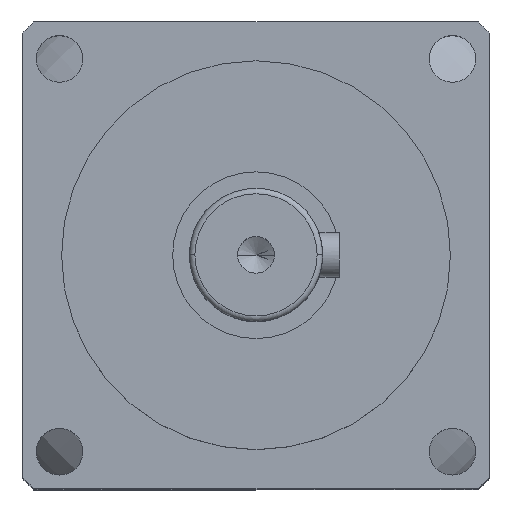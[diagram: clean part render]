
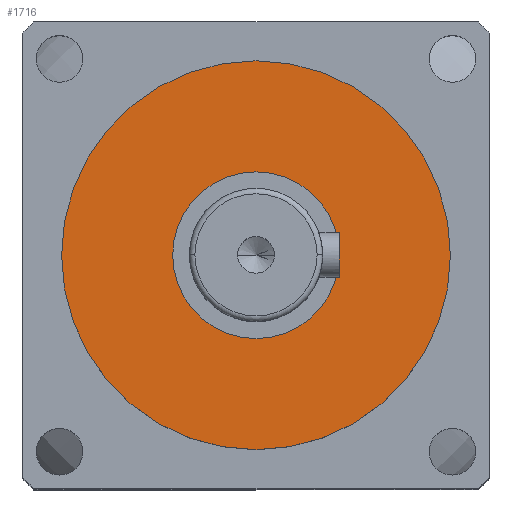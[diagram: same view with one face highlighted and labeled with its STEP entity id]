
A CAD part, top view. The second image highlights one B-rep face of the part: STEP entity #1716.
In plain terms, the highlighted planar face has unit normal (0, 0, 1).
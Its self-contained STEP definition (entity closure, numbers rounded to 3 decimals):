
#340 = EDGE_CURVE ( 'NONE', #1932, #4260, #7037, .T. ) ;
#368 = PLANE ( 'NONE',  #934 ) ;
#570 = DIRECTION ( 'NONE',  ( 1., 0., 0. ) ) ;
#875 = FACE_BOUND ( 'NONE', #1479, .T. ) ;
#934 = AXIS2_PLACEMENT_3D ( 'NONE', #1525, #5415, #2088 ) ;
#1101 = VERTEX_POINT ( 'NONE', #4122 ) ;
#1126 = ORIENTED_EDGE ( 'NONE', *, *, #4835, .T. ) ;
#1141 = CARTESIAN_POINT ( 'NONE',  ( -7.5, 0., -21. ) ) ;
#1425 = CIRCLE ( 'NONE', #3697, 17.5 ) ;
#1470 = EDGE_CURVE ( 'NONE', #1101, #4610, #1425, .T. ) ;
#1479 = EDGE_LOOP ( 'NONE', ( #4538, #2957 ) ) ;
#1525 = CARTESIAN_POINT ( 'NONE',  ( 0., 17.5, -21. ) ) ;
#1618 = EDGE_CURVE ( 'NONE', #4260, #1932, #4022, .T. ) ;
#1702 = CARTESIAN_POINT ( 'NONE',  ( 0., 0., -21. ) ) ;
#1716 = ADVANCED_FACE ( 'NONE', ( #875, #4995 ), #368, .F. ) ;
#1807 = DIRECTION ( 'NONE',  ( 0., 0., 1. ) ) ;
#1808 = CARTESIAN_POINT ( 'NONE',  ( 7.5, 0., -21. ) ) ;
#1932 = VERTEX_POINT ( 'NONE', #1808 ) ;
#2088 = DIRECTION ( 'NONE',  ( -1., 0., 0. ) ) ;
#2246 = DIRECTION ( 'NONE',  ( 1., 0., 0. ) ) ;
#2829 = CARTESIAN_POINT ( 'NONE',  ( 0., 0., -21. ) ) ;
#2957 = ORIENTED_EDGE ( 'NONE', *, *, #1618, .F. ) ;
#3141 = ORIENTED_EDGE ( 'NONE', *, *, #1470, .T. ) ;
#3407 = DIRECTION ( 'NONE',  ( 1., 0., 0. ) ) ;
#3663 = AXIS2_PLACEMENT_3D ( 'NONE', #2829, #6741, #3407 ) ;
#3697 = AXIS2_PLACEMENT_3D ( 'NONE', #1702, #5582, #2246 ) ;
#3924 = DIRECTION ( 'NONE',  ( 0., 0., 1. ) ) ;
#4022 = CIRCLE ( 'NONE', #6693, 7.5 ) ;
#4122 = CARTESIAN_POINT ( 'NONE',  ( 17.5, 0., -21. ) ) ;
#4260 = VERTEX_POINT ( 'NONE', #1141 ) ;
#4538 = ORIENTED_EDGE ( 'NONE', *, *, #340, .F. ) ;
#4610 = VERTEX_POINT ( 'NONE', #4763 ) ;
#4763 = CARTESIAN_POINT ( 'NONE',  ( -17.5, 0., -21. ) ) ;
#4835 = EDGE_CURVE ( 'NONE', #4610, #1101, #6285, .T. ) ;
#4995 = FACE_OUTER_BOUND ( 'NONE', #6872, .T. ) ;
#5117 = CARTESIAN_POINT ( 'NONE',  ( 0., 0., -21. ) ) ;
#5415 = DIRECTION ( 'NONE',  ( 0., 0., -1. ) ) ;
#5582 = DIRECTION ( 'NONE',  ( 0., 0., 1. ) ) ;
#5683 = DIRECTION ( 'NONE',  ( 1., 0., 0. ) ) ;
#5774 = AXIS2_PLACEMENT_3D ( 'NONE', #7296, #3924, #570 ) ;
#6285 = CIRCLE ( 'NONE', #3663, 17.5 ) ;
#6693 = AXIS2_PLACEMENT_3D ( 'NONE', #5117, #1807, #5683 ) ;
#6741 = DIRECTION ( 'NONE',  ( 0., 0., 1. ) ) ;
#6872 = EDGE_LOOP ( 'NONE', ( #3141, #1126 ) ) ;
#7037 = CIRCLE ( 'NONE', #5774, 7.5 ) ;
#7296 = CARTESIAN_POINT ( 'NONE',  ( 0., 0., -21. ) ) ;
